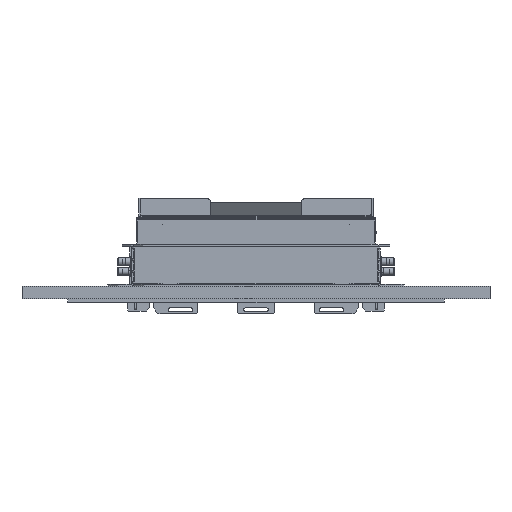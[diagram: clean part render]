
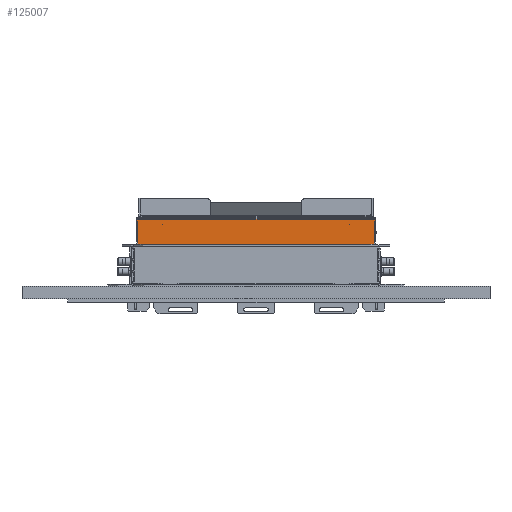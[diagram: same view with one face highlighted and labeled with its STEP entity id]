
A CAD part, left-side view. The second image highlights one B-rep face of the part: STEP entity #125007.
In plain terms, the highlighted face is planar.
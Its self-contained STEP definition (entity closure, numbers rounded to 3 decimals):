
#1466 = VERTEX_POINT ( 'NONE', #48286 ) ;
#2907 = CARTESIAN_POINT ( 'NONE',  ( 121.25, -121.25, 0.48 ) ) ;
#3904 = CARTESIAN_POINT ( 'NONE',  ( 121.25, 117.65, -31.9 ) ) ;
#5253 = EDGE_CURVE ( 'NONE', #54240, #133474, #105772, .T. ) ;
#7036 = VECTOR ( 'NONE', #16523, 1000. ) ;
#7112 = CARTESIAN_POINT ( 'NONE',  ( 121.25, 117.65, -30.9 ) ) ;
#8593 = ORIENTED_EDGE ( 'NONE', *, *, #100959, .F. ) ;
#9828 = DIRECTION ( 'NONE',  ( 1., 0., 0. ) ) ;
#9829 = VECTOR ( 'NONE', #115176, 1000. ) ;
#10073 = CARTESIAN_POINT ( 'NONE',  ( 121.25, 121.25, 0.48 ) ) ;
#11439 = VECTOR ( 'NONE', #130415, 1000. ) ;
#11472 = ORIENTED_EDGE ( 'NONE', *, *, #35096, .F. ) ;
#16508 = EDGE_LOOP ( 'NONE', ( #56174, #114093, #11472, #118679, #94466, #19870, #126528, #116942, #8593, #26144, #19413, #46455 ) ) ;
#16523 = DIRECTION ( 'NONE',  ( 0., 0., -1. ) ) ;
#17352 = CARTESIAN_POINT ( 'NONE',  ( 121.25, -121.25, -1.5 ) ) ;
#17940 = CARTESIAN_POINT ( 'NONE',  ( 121.25, -121.25, -30.9 ) ) ;
#18373 = VERTEX_POINT ( 'NONE', #10073 ) ;
#19413 = ORIENTED_EDGE ( 'NONE', *, *, #85017, .F. ) ;
#19870 = ORIENTED_EDGE ( 'NONE', *, *, #52671, .F. ) ;
#22085 = FACE_OUTER_BOUND ( 'NONE', #16508, .T. ) ;
#23333 = CARTESIAN_POINT ( 'NONE',  ( 121.25, -121.25, -30.9 ) ) ;
#26144 = ORIENTED_EDGE ( 'NONE', *, *, #71916, .F. ) ;
#26630 = CARTESIAN_POINT ( 'NONE',  ( 121.25, -120.05, -1.5 ) ) ;
#28775 = LINE ( 'NONE', #58820, #129691 ) ;
#29598 = VERTEX_POINT ( 'NONE', #131851 ) ;
#32046 = DIRECTION ( 'NONE',  ( 0., 0., 1. ) ) ;
#35096 = EDGE_CURVE ( 'NONE', #29598, #1466, #28775, .T. ) ;
#35842 = VECTOR ( 'NONE', #44540, 1000. ) ;
#36750 = CARTESIAN_POINT ( 'NONE',  ( 121.25, -117.65, -31.9 ) ) ;
#39818 = CARTESIAN_POINT ( 'NONE',  ( 121.25, 120.05, -30.9 ) ) ;
#40064 = CARTESIAN_POINT ( 'NONE',  ( 121.25, -117.65, -31.9 ) ) ;
#40121 = VERTEX_POINT ( 'NONE', #3904 ) ;
#44540 = DIRECTION ( 'NONE',  ( 0., -1., 0. ) ) ;
#44621 = VECTOR ( 'NONE', #103464, 1000. ) ;
#46099 = EDGE_CURVE ( 'NONE', #127854, #97260, #94079, .T. ) ;
#46455 = ORIENTED_EDGE ( 'NONE', *, *, #117400, .F. ) ;
#47315 = LINE ( 'NONE', #17940, #93800 ) ;
#48286 = CARTESIAN_POINT ( 'NONE',  ( 121.25, -121.25, 0.48 ) ) ;
#48575 = DIRECTION ( 'NONE',  ( 0., 0., 1. ) ) ;
#49502 = VERTEX_POINT ( 'NONE', #39818 ) ;
#52671 = EDGE_CURVE ( 'NONE', #127854, #54240, #47315, .T. ) ;
#53031 = CARTESIAN_POINT ( 'NONE',  ( 121.25, 117.65, -34.5 ) ) ;
#53372 = AXIS2_PLACEMENT_3D ( 'NONE', #93777, #9828, #53470 ) ;
#53470 = DIRECTION ( 'NONE',  ( 0., 0., -1. ) ) ;
#54240 = VERTEX_POINT ( 'NONE', #64758 ) ;
#54886 = CARTESIAN_POINT ( 'NONE',  ( 121.25, 121.25, -1.5 ) ) ;
#56174 = ORIENTED_EDGE ( 'NONE', *, *, #110697, .T. ) ;
#56829 = LINE ( 'NONE', #67751, #7036 ) ;
#58154 = CARTESIAN_POINT ( 'NONE',  ( 121.25, 120.05, -1.5 ) ) ;
#58820 = CARTESIAN_POINT ( 'NONE',  ( 121.25, -121.25, -34.5 ) ) ;
#59002 = LINE ( 'NONE', #17352, #71495 ) ;
#64030 = VECTOR ( 'NONE', #123299, 1000. ) ;
#64758 = CARTESIAN_POINT ( 'NONE',  ( 121.25, -120.05, -30.9 ) ) ;
#65000 = LINE ( 'NONE', #2907, #35842 ) ;
#67751 = CARTESIAN_POINT ( 'NONE',  ( 121.25, 120.05, -30.9 ) ) ;
#70418 = VERTEX_POINT ( 'NONE', #54886 ) ;
#71142 = DIRECTION ( 'NONE',  ( 0., -1., 0. ) ) ;
#71495 = VECTOR ( 'NONE', #134503, 1000. ) ;
#71916 = EDGE_CURVE ( 'NONE', #49502, #131703, #96358, .T. ) ;
#73610 = CARTESIAN_POINT ( 'NONE',  ( 121.25, -117.65, -34.5 ) ) ;
#73859 = EDGE_CURVE ( 'NONE', #18373, #1466, #65000, .T. ) ;
#75648 = EDGE_CURVE ( 'NONE', #40121, #97260, #124633, .T. ) ;
#81868 = LINE ( 'NONE', #125496, #127769 ) ;
#85017 = EDGE_CURVE ( 'NONE', #114054, #49502, #56829, .T. ) ;
#85634 = VECTOR ( 'NONE', #116691, 1000. ) ;
#93777 = CARTESIAN_POINT ( 'NONE',  ( 121.25, -121.25, -34.5 ) ) ;
#93800 = VECTOR ( 'NONE', #71142, 1000. ) ;
#94079 = LINE ( 'NONE', #73610, #9829 ) ;
#94466 = ORIENTED_EDGE ( 'NONE', *, *, #5253, .F. ) ;
#95001 = DIRECTION ( 'NONE',  ( 0., -1., 0. ) ) ;
#96358 = LINE ( 'NONE', #23333, #98670 ) ;
#97260 = VERTEX_POINT ( 'NONE', #36750 ) ;
#98670 = VECTOR ( 'NONE', #95001, 1000. ) ;
#100959 = EDGE_CURVE ( 'NONE', #131703, #40121, #113742, .T. ) ;
#101010 = LINE ( 'NONE', #109201, #11439 ) ;
#102113 = CARTESIAN_POINT ( 'NONE',  ( 121.25, -117.65, -30.9 ) ) ;
#103464 = DIRECTION ( 'NONE',  ( 0., -1., 0. ) ) ;
#104471 = CARTESIAN_POINT ( 'NONE',  ( 121.25, -120.05, -30.9 ) ) ;
#104623 = PLANE ( 'NONE',  #53372 ) ;
#105772 = LINE ( 'NONE', #104471, #85634 ) ;
#109201 = CARTESIAN_POINT ( 'NONE',  ( 121.25, 121.25, -1.5 ) ) ;
#110697 = EDGE_CURVE ( 'NONE', #70418, #18373, #81868, .T. ) ;
#113742 = LINE ( 'NONE', #53031, #64030 ) ;
#114054 = VERTEX_POINT ( 'NONE', #58154 ) ;
#114093 = ORIENTED_EDGE ( 'NONE', *, *, #73859, .T. ) ;
#115176 = DIRECTION ( 'NONE',  ( 0., 0., -1. ) ) ;
#116691 = DIRECTION ( 'NONE',  ( 0., 0., 1. ) ) ;
#116942 = ORIENTED_EDGE ( 'NONE', *, *, #75648, .F. ) ;
#117400 = EDGE_CURVE ( 'NONE', #70418, #114054, #101010, .T. ) ;
#118679 = ORIENTED_EDGE ( 'NONE', *, *, #127946, .F. ) ;
#123299 = DIRECTION ( 'NONE',  ( 0., 0., -1. ) ) ;
#124633 = LINE ( 'NONE', #40064, #44621 ) ;
#125007 = ADVANCED_FACE ( 'NONE', ( #22085 ), #104623, .T. ) ;
#125496 = CARTESIAN_POINT ( 'NONE',  ( 121.25, 121.25, -34.5 ) ) ;
#126528 = ORIENTED_EDGE ( 'NONE', *, *, #46099, .T. ) ;
#127769 = VECTOR ( 'NONE', #32046, 1000. ) ;
#127854 = VERTEX_POINT ( 'NONE', #102113 ) ;
#127946 = EDGE_CURVE ( 'NONE', #133474, #29598, #59002, .T. ) ;
#129691 = VECTOR ( 'NONE', #48575, 1000. ) ;
#130415 = DIRECTION ( 'NONE',  ( 0., -1., 0. ) ) ;
#131703 = VERTEX_POINT ( 'NONE', #7112 ) ;
#131851 = CARTESIAN_POINT ( 'NONE',  ( 121.25, -121.25, -1.5 ) ) ;
#133474 = VERTEX_POINT ( 'NONE', #26630 ) ;
#134503 = DIRECTION ( 'NONE',  ( 0., -1., 0. ) ) ;
